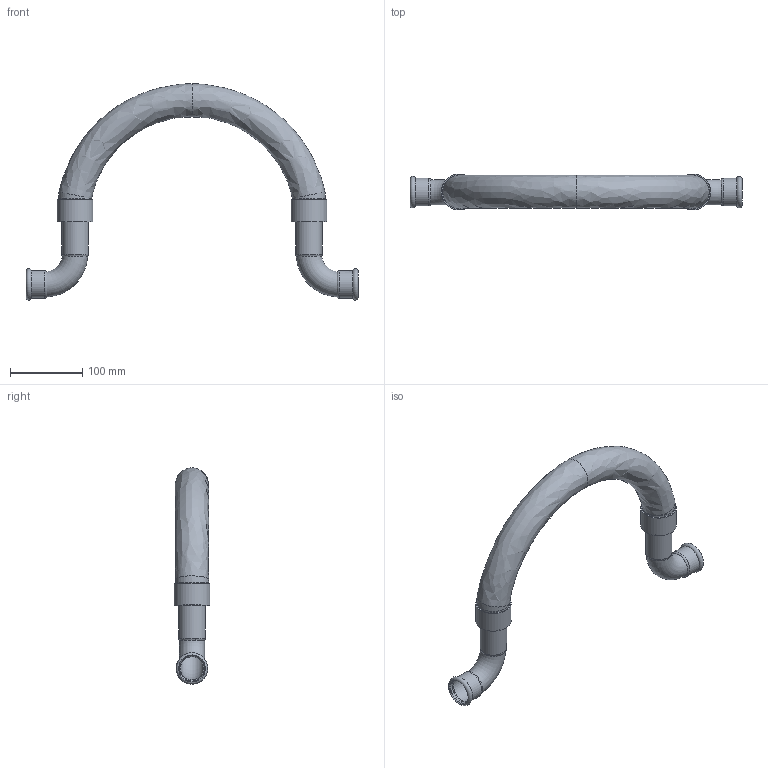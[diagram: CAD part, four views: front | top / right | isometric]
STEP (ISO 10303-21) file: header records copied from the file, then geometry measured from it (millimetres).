
FILE_DESCRIPTION(/* description */ ('Tubo flessibile ad omega DN35'),/* implementation_level */ '2;1');
FILE_NAME(/* name */ '199035001_Inoxpres.stp',/* time_stamp */ '2022-10-12T16:58:59+02:00',/* author */ ('Vault'),/* organization */ ('Raccorderie metalliche s.p.a. '),/* preprocessor_version */ 'ST-DEVELOPER v18.1',/* originating_system */ 'Autodesk Inventor 2020',/* authorisation */ 'Raccorderie metalliche s.p.a. ');
FILE_SCHEMA (('AUTOMOTIVE_DESIGN { 1 0 10303 214 3 1 1 }'));
Length unit declared in the file: millimetre
Products named in the file (1): 199035001_Inoxpres
Bounding box: 460 x 49.5 x 299.84 mm (x, y, z)
Volume: 456678.5 mm3; surface area: 214289 mm2
Topology: 1 solids, 1 shells, 58 faces, 178 edges, 120 vertices
Faces by surface type: torus 18, cylinder 16, bspline 12, plane 8, cone 4
Full cylindrical faces by diameter (mm): 34 x2, 35.4 x2, 35.8 x4, 37 x2, 38.4 x2, 46.5 x2, 49.5 x2
Entity records: 2757 total; most frequent: CARTESIAN_POINT 1069, DIRECTION 376, ORIENTED_EDGE 356, EDGE_CURVE 178, AXIS2_PLACEMENT_3D 177, CIRCLE 130, VERTEX_POINT 120, EDGE_LOOP 66
